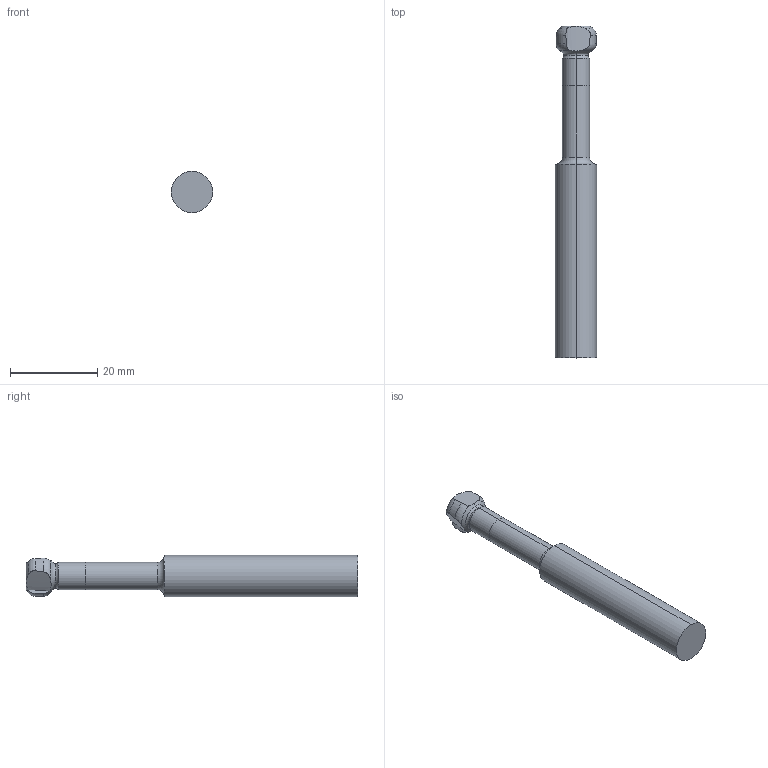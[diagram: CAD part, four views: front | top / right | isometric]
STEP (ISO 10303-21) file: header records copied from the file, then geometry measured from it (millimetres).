
FILE_DESCRIPTION (( 'STEP AP214' ), '1' );
FILE_NAME ('11531.STEP', '2018-11-09T14:04:31', ( 'Mike W' ), ( '' ), 'SwSTEP 2.0', 'SolidWorks 2018', '' );
FILE_SCHEMA (( 'AUTOMOTIVE_DESIGN' ));
Length unit declared in the file: inch
Products named in the file (1): 11531
Bounding box: 9.53 x 76.2 x 9.53 mm (x, y, z)
Volume: 4250 mm3; surface area: 2147.1 mm2
Topology: 1 solids, 1 shells, 40 faces, 94 edges, 58 vertices
Faces by surface type: torus 14, cylinder 13, cone 9, plane 4
Entity records: 1730 total; most frequent: CARTESIAN_POINT 389, DIRECTION 193, ORIENTED_EDGE 188, EDGE_CURVE 94, AXIS2_PLACEMENT_3D 90, VERTEX_POINT 58, CIRCLE 49, EDGE_LOOP 42
